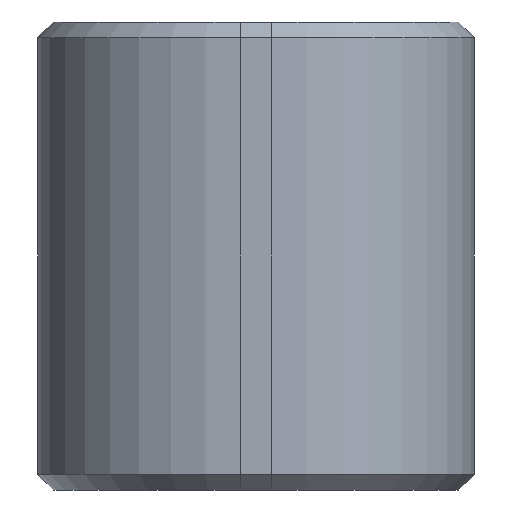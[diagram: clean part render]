
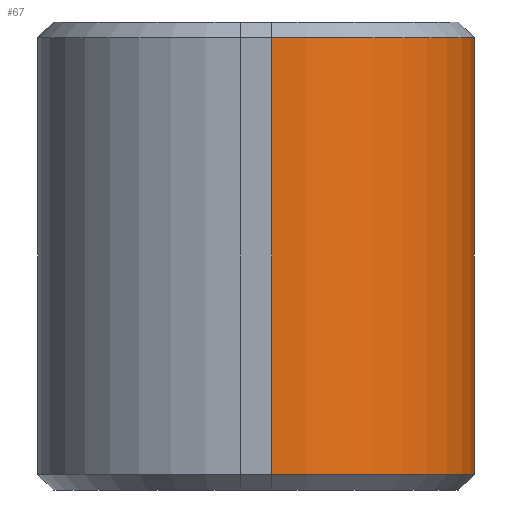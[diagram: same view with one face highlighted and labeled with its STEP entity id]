
A CAD part, left-side view. The second image highlights one B-rep face of the part: STEP entity #67.
In plain terms, the highlighted cylindrical face has radius 13 mm (diameter 26 mm), a partial arc.
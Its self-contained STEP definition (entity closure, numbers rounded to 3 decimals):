
#67=ADVANCED_FACE('',(#202),#204,.T.);
#202=FACE_BOUND('',#203,.T.);
#203=EDGE_LOOP('',(#527,#528,#529,#530));
#204=CYLINDRICAL_SURFACE('',#205,13.);
#205=AXIS2_PLACEMENT_3D('',#206,#207,#208);
#206=CARTESIAN_POINT('',(-6.451,-0.91,0.));
#207=DIRECTION('',(0.,0.,1.));
#208=DIRECTION('',(-1.,0.,0.));
#527=ORIENTED_EDGE('',*,*,#740,.F.);
#528=ORIENTED_EDGE('',*,*,#741,.F.);
#529=ORIENTED_EDGE('',*,*,#742,.T.);
#530=ORIENTED_EDGE('',*,*,#738,.T.);
#738=EDGE_CURVE('',#891,#889,#892,.T.);
#740=EDGE_CURVE('',#894,#889,#895,.T.);
#741=EDGE_CURVE('',#896,#894,#897,.T.);
#742=EDGE_CURVE('',#896,#891,#898,.T.);
#889=VERTEX_POINT('',#1185);
#891=VERTEX_POINT('',#1189);
#892=LINE('',#1190,#1191);
#894=VERTEX_POINT('',#1196);
#895=CIRCLE('',#1197,13.);
#896=VERTEX_POINT('',#1201);
#897=LINE('',#1202,#1203);
#898=CIRCLE('',#1205,13.);
#1185=CARTESIAN_POINT('',(-6.451,-13.91,29.));
#1189=CARTESIAN_POINT('',(-6.451,-13.91,1.));
#1190=CARTESIAN_POINT('',(-6.451,-13.91,1.));
#1191=VECTOR('',#1192,1.);
#1192=DIRECTION('',(0.,0.,1.));
#1196=CARTESIAN_POINT('',(-19.451,-0.91,29.));
#1197=AXIS2_PLACEMENT_3D('',#1198,#1199,#1200);
#1198=CARTESIAN_POINT('',(-6.451,-0.91,29.));
#1199=DIRECTION('',(0.,0.,1.));
#1200=DIRECTION('',(-1.,0.,0.));
#1201=CARTESIAN_POINT('',(-19.451,-0.91,1.));
#1202=CARTESIAN_POINT('',(-19.451,-0.91,1.));
#1203=VECTOR('',#1204,1.);
#1204=DIRECTION('',(0.,0.,1.));
#1205=AXIS2_PLACEMENT_3D('',#1206,#1207,#1208);
#1206=CARTESIAN_POINT('',(-6.451,-0.91,1.));
#1207=DIRECTION('',(0.,0.,1.));
#1208=DIRECTION('',(-1.,0.,0.));
